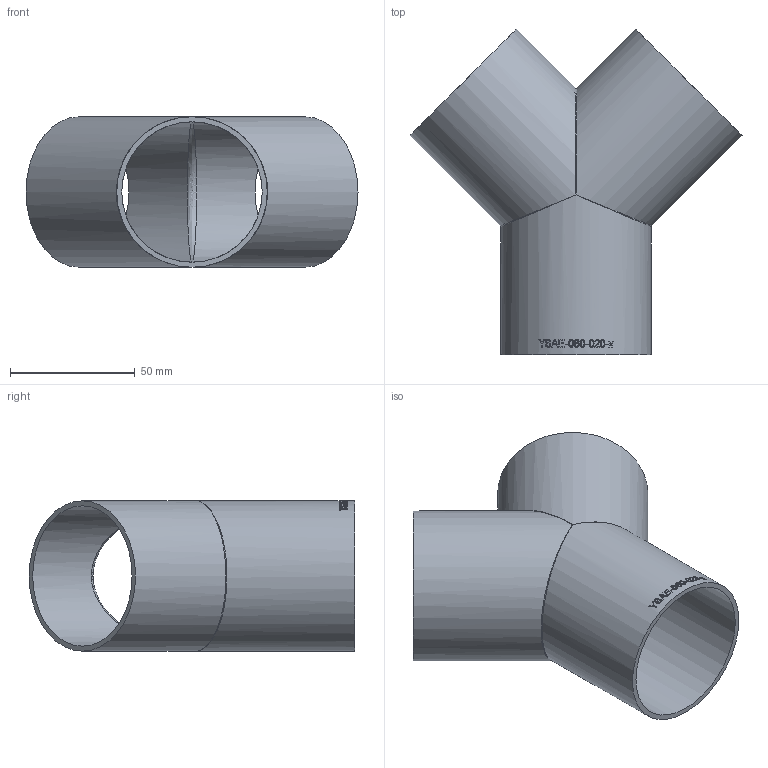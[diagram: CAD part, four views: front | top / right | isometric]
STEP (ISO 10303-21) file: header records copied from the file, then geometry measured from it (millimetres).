
FILE_DESCRIPTION (( 'STEP AP214' ), '1' );
FILE_NAME ('YSAE-060-020-x Y-Stück 2005.STEP', '2020-05-27T08:03:58', ( '' ), ( '' ), 'SwSTEP 2.0', 'SolidWorks 2019', '' );
FILE_SCHEMA (( 'AUTOMOTIVE_DESIGN' ));
Length unit declared in the file: millimetre
Products named in the file (1): YSAE-060-020-x Y-Stück 2005
Bounding box: 133.15 x 130.57 x 60.3 mm (x, y, z)
Volume: 57829.9 mm3; surface area: 58934.6 mm2
Topology: 1 solids, 1 shells, 184 faces, 490 edges, 314 vertices
Faces by surface type: bspline 111, plane 46, cylinder 27
Full cylindrical faces by diameter (mm): 56.3 x3, 60.3 x3
Entity records: 21677 total; most frequent: CARTESIAN_POINT 16410, ORIENTED_EDGE 924, EDGE_CURVE 462, B_SPLINE_CURVE_WITH_KNOTS 330, DIRECTION 328, VERTEX_POINT 306, EDGE_LOOP 212, FACE_OUTER_BOUND 189
